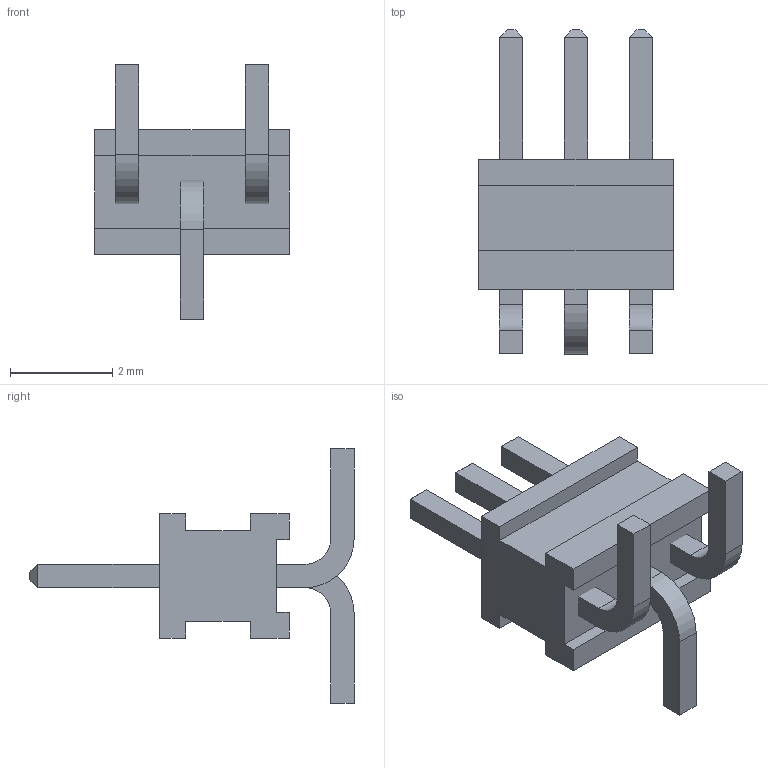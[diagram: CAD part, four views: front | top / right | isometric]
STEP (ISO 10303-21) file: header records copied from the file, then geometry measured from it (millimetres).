
FILE_DESCRIPTION (( 'STEP AP214' ), '1' );
FILE_NAME ('Samtec_FTR-103-02-S-S.STEP', '2020-11-16T06:23:18', ( '' ), ( '' ), 'SwSTEP 2.0', 'SolidWorks 2020', '' );
FILE_SCHEMA (( 'AUTOMOTIVE_DESIGN' ));
Length unit declared in the file: millimetre
Products named in the file (4): Samtec_FTR-103-02-S-S; _FTR-103-02-S-S_pins.stp; _FTR-103-02-S-S_body.stp; Samtec_FTR-103-02-S-S.stp
Assembly tree (3 placements, depth 3):
  Samtec_FTR-103-02-S-S
    Samtec_FTR-103-02-S-S.stp
      _FTR-103-02-S-S_body.stp
      _FTR-103-02-S-S_pins.stp
Bounding box: 3.81 x 6.35 x 4.98 mm (x, y, z)
Volume: 24.6 mm3; surface area: 118.7 mm2
Topology: 2 solids, 2 shells, 86 faces, 228 edges, 148 vertices
Faces by surface type: plane 80, cylinder 6
Entity records: 3504 total; most frequent: CARTESIAN_POINT 469, ORIENTED_EDGE 456, DIRECTION 426, EDGE_CURVE 228, LINE 216, VECTOR 216, VERTEX_POINT 148, AXIS2_PLACEMENT_3D 105
